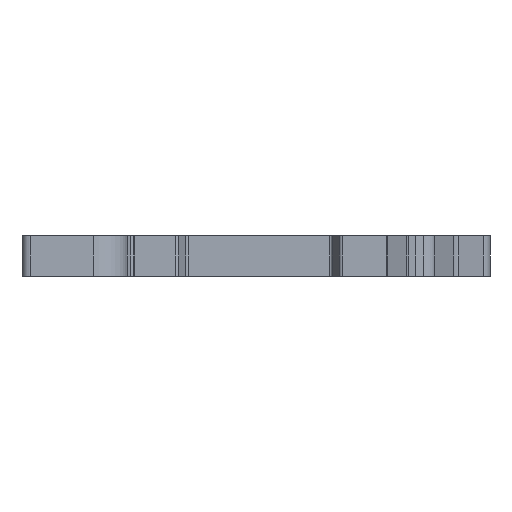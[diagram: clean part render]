
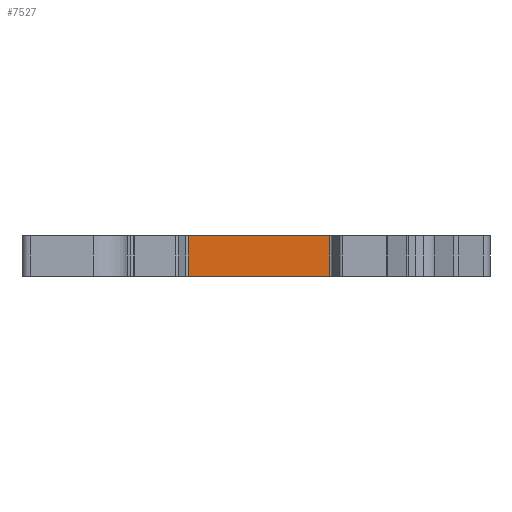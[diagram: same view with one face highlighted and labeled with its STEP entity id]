
A CAD part, front view. The second image highlights one B-rep face of the part: STEP entity #7527.
In plain terms, the highlighted planar face has unit normal (0, -1, 0).
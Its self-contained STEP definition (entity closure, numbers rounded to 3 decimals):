
#28 = CARTESIAN_POINT ( 'NONE',  ( 8.746, 0., 5. ) ) ;
#56 = EDGE_CURVE ( 'NONE', #2395, #2978, #3767, .T. ) ;
#691 = VERTEX_POINT ( 'NONE', #5494 ) ;
#874 = EDGE_CURVE ( 'NONE', #2978, #2582, #1456, .T. ) ;
#1068 = ORIENTED_EDGE ( 'NONE', *, *, #874, .T. ) ;
#1130 = CARTESIAN_POINT ( 'NONE',  ( -0.368, 0., 0. ) ) ;
#1456 = LINE ( 'NONE', #1130, #9066 ) ;
#2229 = VECTOR ( 'NONE', #4019, 1000. ) ;
#2395 = VERTEX_POINT ( 'NONE', #5287 ) ;
#2519 = VECTOR ( 'NONE', #3586, 1000. ) ;
#2582 = VERTEX_POINT ( 'NONE', #7467 ) ;
#2719 = DIRECTION ( 'NONE',  ( 0., 1., 0. ) ) ;
#2891 = CARTESIAN_POINT ( 'NONE',  ( -8.746, 0., 0. ) ) ;
#2978 = VERTEX_POINT ( 'NONE', #2891 ) ;
#3325 = DIRECTION ( 'NONE',  ( 0., 0., -1. ) ) ;
#3586 = DIRECTION ( 'NONE',  ( 1., 0., 0. ) ) ;
#3767 = LINE ( 'NONE', #4760, #7280 ) ;
#3792 = AXIS2_PLACEMENT_3D ( 'NONE', #6636, #2719, #8236 ) ;
#4019 = DIRECTION ( 'NONE',  ( 0., 0., -1. ) ) ;
#4668 = EDGE_LOOP ( 'NONE', ( #1068, #4918, #7348, #6512 ) ) ;
#4760 = CARTESIAN_POINT ( 'NONE',  ( -8.746, 0., 5. ) ) ;
#4918 = ORIENTED_EDGE ( 'NONE', *, *, #9867, .F. ) ;
#4972 = LINE ( 'NONE', #28, #2229 ) ;
#5287 = CARTESIAN_POINT ( 'NONE',  ( -8.746, 0., 5. ) ) ;
#5384 = DIRECTION ( 'NONE',  ( 1., 0., 0. ) ) ;
#5494 = CARTESIAN_POINT ( 'NONE',  ( 8.746, 0., 5. ) ) ;
#5956 = FACE_OUTER_BOUND ( 'NONE', #4668, .T. ) ;
#6512 = ORIENTED_EDGE ( 'NONE', *, *, #56, .T. ) ;
#6636 = CARTESIAN_POINT ( 'NONE',  ( -0.368, 0., 5. ) ) ;
#7280 = VECTOR ( 'NONE', #3325, 1000. ) ;
#7348 = ORIENTED_EDGE ( 'NONE', *, *, #8046, .F. ) ;
#7467 = CARTESIAN_POINT ( 'NONE',  ( 8.746, 0., 0. ) ) ;
#7527 = ADVANCED_FACE ( 'NONE', ( #5956 ), #7626, .F. ) ;
#7626 = PLANE ( 'NONE',  #3792 ) ;
#8046 = EDGE_CURVE ( 'NONE', #2395, #691, #8571, .T. ) ;
#8236 = DIRECTION ( 'NONE',  ( -1., 0., 0. ) ) ;
#8571 = LINE ( 'NONE', #9612, #2519 ) ;
#9066 = VECTOR ( 'NONE', #5384, 1000. ) ;
#9612 = CARTESIAN_POINT ( 'NONE',  ( -0.368, 0., 5. ) ) ;
#9867 = EDGE_CURVE ( 'NONE', #691, #2582, #4972, .T. ) ;
